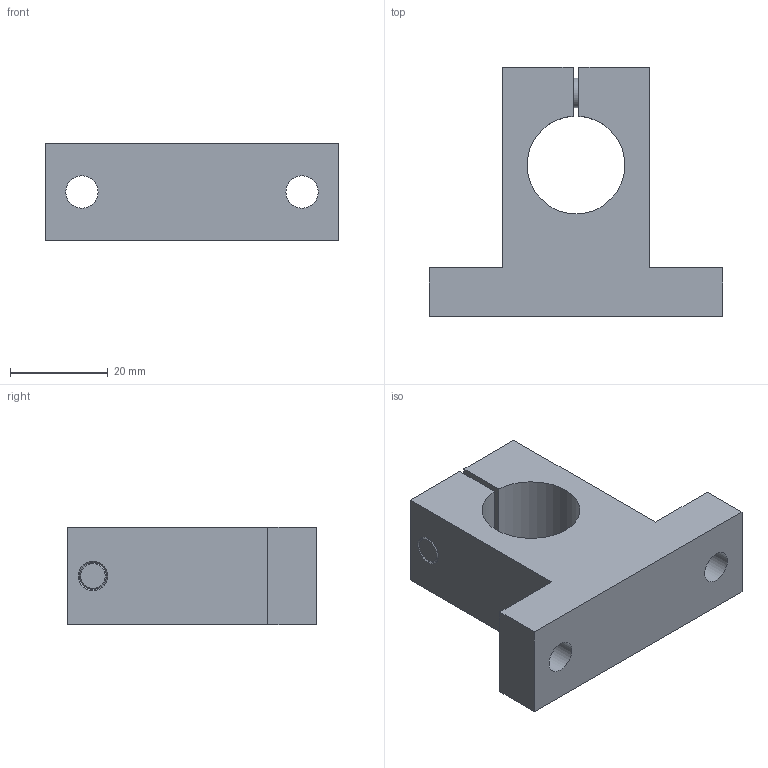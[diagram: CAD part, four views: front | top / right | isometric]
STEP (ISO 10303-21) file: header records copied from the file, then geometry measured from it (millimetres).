
FILE_DESCRIPTION(/* description */ ('STEP AP203'),/* implementation_level */ '2;1');
FILE_NAME(/* name */ 'SK20',/* time_stamp */ '2023-03-31T06:30:27+02:00',/* author */ ('License CC BY-ND 4.0'),/* organization */ ('CADENAS'),/* preprocessor_version */ 'ST-DEVELOPER v19.3',/* originating_system */ 'PARTsolutions',/* authorisation */ ' ');
FILE_SCHEMA (('CONFIG_CONTROL_DESIGN'));
Length unit declared in the file: millimetre
Products named in the file (1): SK20
Bounding box: 60 x 51 x 20 mm (x, y, z)
Volume: 29403.2 mm3; surface area: 9502.2 mm2
Topology: 1 solids, 1 shells, 36 faces, 85 edges, 56 vertices
Faces by surface type: plane 24, cylinder 8, cone 3, torus 1
Full cylindrical faces by diameter (mm): 2.6 x1, 6 x2, 6.6 x3, 6.732 x1
Entity records: 1006 total; most frequent: DIRECTION 166, CARTESIAN_POINT 164, ORIENTED_EDGE 144, EDGE_CURVE 72, FACE_BOUND 59, EDGE_LOOP 58, AXIS2_PLACEMENT_3D 57, VERTEX_POINT 55
